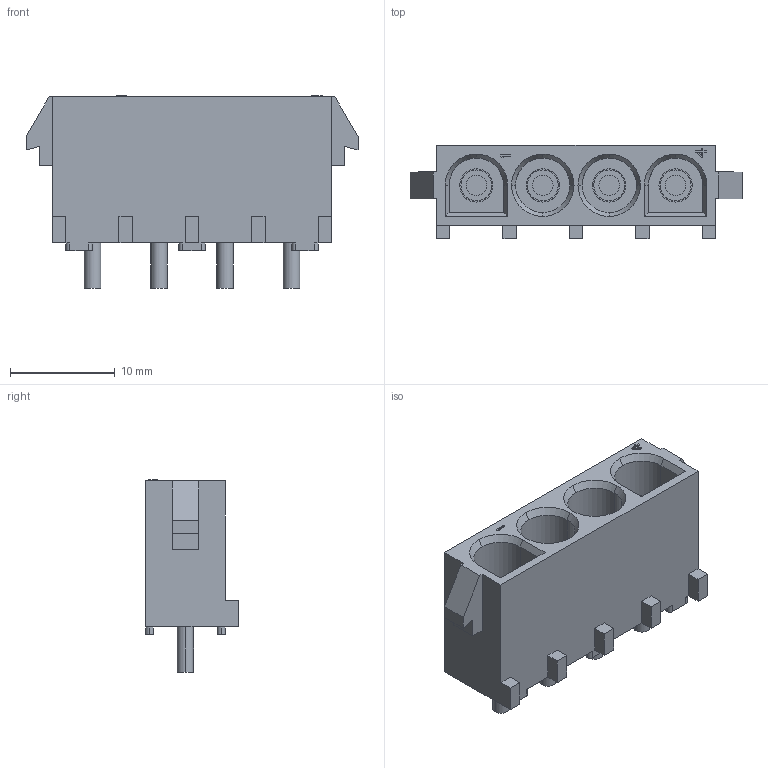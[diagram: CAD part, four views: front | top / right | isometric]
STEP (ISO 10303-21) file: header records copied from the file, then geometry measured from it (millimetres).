
FILE_DESCRIPTION(('STEP AP242'),'1');
FILE_NAME('350761-4.stp','2022-08-14T13:22:37',('TraceParts'),('TraceParts S.A.'),'Spatial InterOp 3D',' ',' ');
FILE_SCHEMA(('AP242_MANAGED_MODEL_BASED_3D_ENGINEERING_MIM_LF {1 0 10303 442 1 1 4}'));
Length unit declared in the file: millimetre
Products named in the file (1): 350761-4
Bounding box: 31.75 x 8.89 x 18.38 mm (x, y, z)
Volume: 2010.4 mm3; surface area: 2840.6 mm2
Topology: 1 solids, 1 shells, 181 faces, 453 edges, 298 vertices
Faces by surface type: plane 107, cylinder 62, cone 12
Entity records: 5428 total; most frequent: DIRECTION 959, CARTESIAN_POINT 933, ORIENTED_EDGE 906, EDGE_CURVE 453, AXIS2_PLACEMENT_3D 324, LINE 311, VECTOR 311, VERTEX_POINT 298
